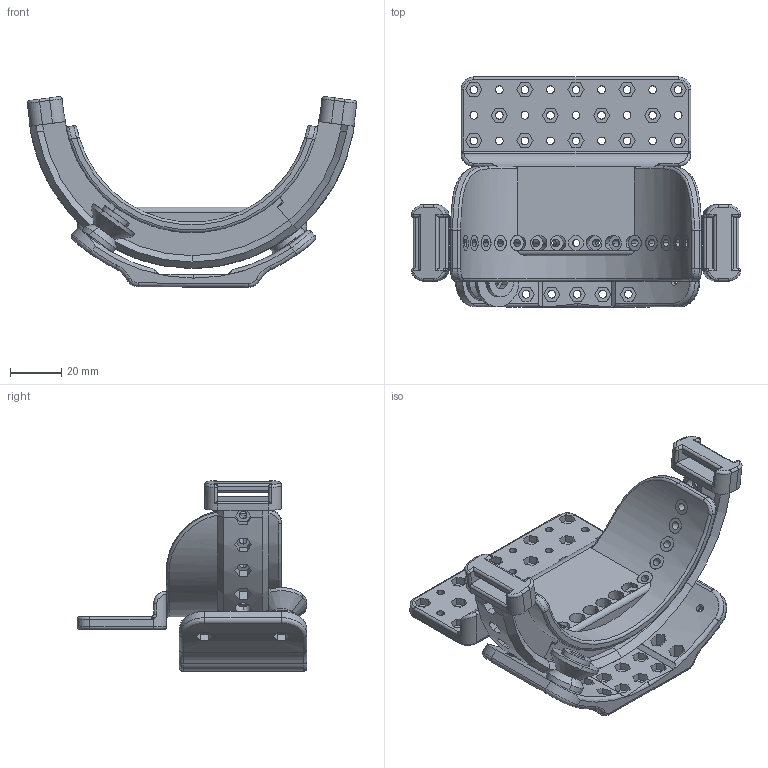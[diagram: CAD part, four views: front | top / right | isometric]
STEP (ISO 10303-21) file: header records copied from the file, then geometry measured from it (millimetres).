
FILE_DESCRIPTION (( 'STEP AP214' ), '1' );
FILE_NAME ('賑遠R50軞蚾.', '2024-11-26T10:50:18', ( '' ), ( '' ), 'SwSTEP 2.0', 'SolidWorks 2024', '' );
FILE_SCHEMA (( 'AUTOMOTIVE_DESIGN' ));
Length unit declared in the file: inch
Products named in the file (8): 滑环R50总装; 滑环R50母头; 滑环转接R50; 滑环R50; 滑环R50公头; 滑轮; 滑轮母; 滑块R50
Assembly tree (9 placements, depth 2):
  滑环R50总装
    滑环R50
    滑块R50
    滑环R50公头
    滑环R50母头
    滑环转接R50
    滑轮  x2
    滑轮母  x2
Bounding box: 129.02 x 90 x 74.7 mm (x, y, z)
Volume: 105081.9 mm3; surface area: 60637.8 mm2
Topology: 9 solids, 9 shells, 1240 faces, 3148 edges, 2031 vertices
Faces by surface type: plane 690, cylinder 445, torus 47, cone 26, bspline 20, sphere 12
Entity records: 42257 total; most frequent: CARTESIAN_POINT 12451, ORIENTED_EDGE 6160, DIRECTION 5986, EDGE_CURVE 3080, AXIS2_PLACEMENT_3D 2039, VERTEX_POINT 1993, VECTOR 1908, LINE 1908
